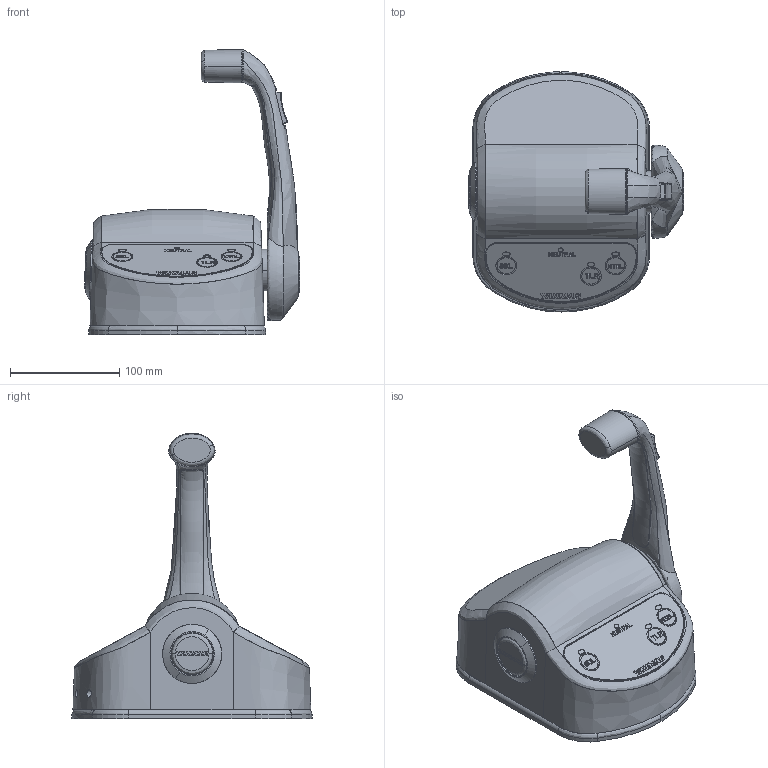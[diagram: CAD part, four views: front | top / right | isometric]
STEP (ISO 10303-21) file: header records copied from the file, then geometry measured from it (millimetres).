
FILE_DESCRIPTION(('FreeCAD Model'),'2;1');
FILE_NAME('Open CASCADE Shape Model','2025-05-03T14:15:28',('FreeCAD'),( 'FreeCAD'),'Open CASCADE STEP processor 7.6','FreeCAD','Unknown');
FILE_SCHEMA(('AUTOMOTIVE_DESIGN { 1 0 10303 214 1 1 1 1 }'));
Products named in the file (1): Open CASCADE STEP translator 7.6 1
Bounding box: 196.56 x 219.44 x 260.54 mm (x, y, z)
Volume: 3.2 mm3; surface area: 157172.2 mm2
Topology: 2 solids, 70 shells, 618 faces, 2527 edges, 1977 vertices
Faces by surface type: bspline 618
Entity records: 65525 total; most frequent: CARTESIAN_POINT 52660, ORIENTED_EDGE 3670, EDGE_CURVE 2521, B_SPLINE_CURVE_WITH_KNOTS 2070, VERTEX_POINT 1977, FACE_BOUND 694, EDGE_LOOP 694, ADVANCED_FACE 618
